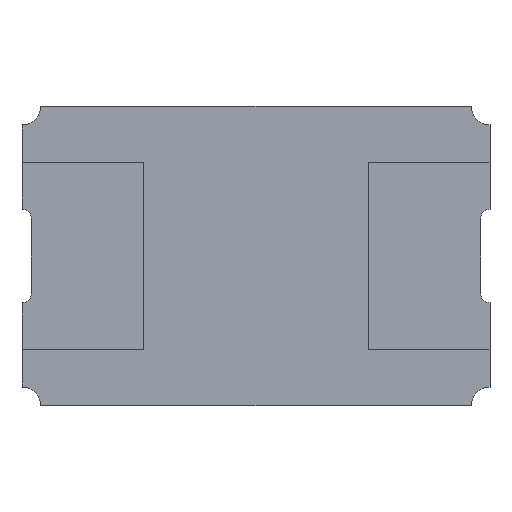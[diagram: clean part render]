
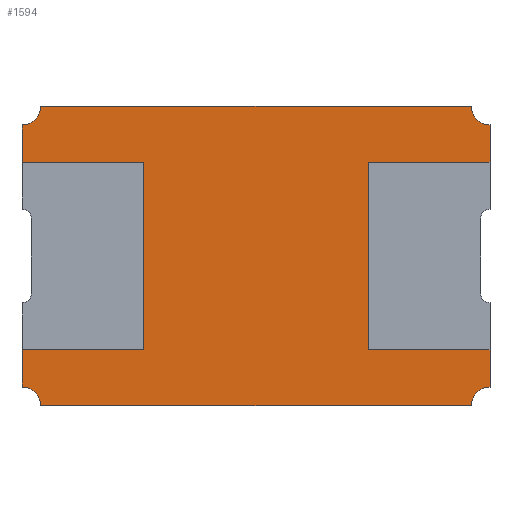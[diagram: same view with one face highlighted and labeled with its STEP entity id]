
A CAD part, front view. The second image highlights one B-rep face of the part: STEP entity #1594.
In plain terms, the highlighted planar face has unit normal (0, -1, 0).
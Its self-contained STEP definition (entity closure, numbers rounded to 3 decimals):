
#2 = EDGE_CURVE ( 'NONE', #673, #45, #762, .T. ) ;
#36 = EDGE_CURVE ( 'NONE', #1838, #1941, #331, .T. ) ;
#45 = VERTEX_POINT ( 'NONE', #2289 ) ;
#63 = DIRECTION ( 'NONE',  ( 0., 0., 1. ) ) ;
#69 = VECTOR ( 'NONE', #1225, 1000. ) ;
#78 = VERTEX_POINT ( 'NONE', #512 ) ;
#96 = CARTESIAN_POINT ( 'NONE',  ( 2.3, 0., -1.6 ) ) ;
#173 = EDGE_CURVE ( 'NONE', #78, #865, #2207, .T. ) ;
#194 = DIRECTION ( 'NONE',  ( 0., 1., 0. ) ) ;
#195 = LINE ( 'NONE', #1554, #1361 ) ;
#202 = CARTESIAN_POINT ( 'NONE',  ( -2.5, 0., 1.6 ) ) ;
#211 = DIRECTION ( 'NONE',  ( -1., 0., 0. ) ) ;
#218 = CARTESIAN_POINT ( 'NONE',  ( -2.5, 0., -1. ) ) ;
#259 = VERTEX_POINT ( 'NONE', #2111 ) ;
#290 = ORIENTED_EDGE ( 'NONE', *, *, #2405, .F. ) ;
#292 = EDGE_CURVE ( 'NONE', #1804, #1106, #666, .T. ) ;
#304 = EDGE_CURVE ( 'NONE', #45, #1490, #1266, .T. ) ;
#309 = ORIENTED_EDGE ( 'NONE', *, *, #1539, .F. ) ;
#331 = CIRCLE ( 'NONE', #2038, 0.2 ) ;
#333 = CARTESIAN_POINT ( 'NONE',  ( 2.5, 0., -1.6 ) ) ;
#354 = CARTESIAN_POINT ( 'NONE',  ( 2.5, 0., 1.4 ) ) ;
#360 = VECTOR ( 'NONE', #2068, 1000. ) ;
#391 = ORIENTED_EDGE ( 'NONE', *, *, #927, .F. ) ;
#396 = PLANE ( 'NONE',  #1193 ) ;
#398 = CARTESIAN_POINT ( 'NONE',  ( 2.5, 0., 1. ) ) ;
#407 = DIRECTION ( 'NONE',  ( 0., 0., 1. ) ) ;
#412 = CARTESIAN_POINT ( 'NONE',  ( 0., 0., 0. ) ) ;
#431 = DIRECTION ( 'NONE',  ( 0., 1., 0. ) ) ;
#436 = ORIENTED_EDGE ( 'NONE', *, *, #610, .F. ) ;
#465 = CARTESIAN_POINT ( 'NONE',  ( 1.2, 0., 1. ) ) ;
#472 = CARTESIAN_POINT ( 'NONE',  ( -1.2, 0., 1. ) ) ;
#479 = AXIS2_PLACEMENT_3D ( 'NONE', #2265, #2254, #1108 ) ;
#502 = ORIENTED_EDGE ( 'NONE', *, *, #304, .F. ) ;
#504 = EDGE_CURVE ( 'NONE', #259, #1869, #1419, .T. ) ;
#508 = CARTESIAN_POINT ( 'NONE',  ( 2.5, 0., 1.6 ) ) ;
#512 = CARTESIAN_POINT ( 'NONE',  ( -2.3, 0., 1.6 ) ) ;
#602 = LINE ( 'NONE', #2462, #360 ) ;
#610 = EDGE_CURVE ( 'NONE', #774, #1776, #602, .T. ) ;
#625 = EDGE_CURVE ( 'NONE', #1106, #2483, #1843, .T. ) ;
#666 = LINE ( 'NONE', #465, #813 ) ;
#673 = VERTEX_POINT ( 'NONE', #2332 ) ;
#675 = ORIENTED_EDGE ( 'NONE', *, *, #1245, .T. ) ;
#688 = LINE ( 'NONE', #202, #1745 ) ;
#695 = DIRECTION ( 'NONE',  ( 0., 0., -1. ) ) ;
#704 = VECTOR ( 'NONE', #2117, 1000. ) ;
#717 = AXIS2_PLACEMENT_3D ( 'NONE', #1586, #431, #63 ) ;
#754 = CARTESIAN_POINT ( 'NONE',  ( -1.2, 0., -1. ) ) ;
#762 = LINE ( 'NONE', #754, #848 ) ;
#767 = CARTESIAN_POINT ( 'NONE',  ( -1.2, 0., -1. ) ) ;
#774 = VERTEX_POINT ( 'NONE', #1987 ) ;
#813 = VECTOR ( 'NONE', #2198, 1000. ) ;
#846 = CIRCLE ( 'NONE', #1309, 0.2 ) ;
#848 = VECTOR ( 'NONE', #2279, 1000. ) ;
#865 = VERTEX_POINT ( 'NONE', #1973 ) ;
#892 = VECTOR ( 'NONE', #211, 1000. ) ;
#912 = FACE_OUTER_BOUND ( 'NONE', #985, .T. ) ;
#914 = VECTOR ( 'NONE', #1251, 1000. ) ;
#927 = EDGE_CURVE ( 'NONE', #1838, #1804, #1945, .T. ) ;
#967 = CARTESIAN_POINT ( 'NONE',  ( 2.5, 0., -1.6 ) ) ;
#970 = CARTESIAN_POINT ( 'NONE',  ( -2.5, 0., 1. ) ) ;
#983 = DIRECTION ( 'NONE',  ( 0., 0., 1. ) ) ;
#985 = EDGE_LOOP ( 'NONE', ( #290, #502, #1502, #309, #436, #675, #2424, #1164, #2097, #2189, #1469, #2388, #391, #1800, #1053, #2357 ) ) ;
#990 = CARTESIAN_POINT ( 'NONE',  ( 1.2, 0., -1. ) ) ;
#1053 = ORIENTED_EDGE ( 'NONE', *, *, #1346, .F. ) ;
#1106 = VERTEX_POINT ( 'NONE', #2470 ) ;
#1108 = DIRECTION ( 'NONE',  ( 0., 0., 1. ) ) ;
#1132 = CARTESIAN_POINT ( 'NONE',  ( 1.2, 0., -1. ) ) ;
#1150 = CARTESIAN_POINT ( 'NONE',  ( 2.5, 0., 1.6 ) ) ;
#1152 = CARTESIAN_POINT ( 'NONE',  ( -2.3, 0., -1.6 ) ) ;
#1164 = ORIENTED_EDGE ( 'NONE', *, *, #1896, .T. ) ;
#1193 = AXIS2_PLACEMENT_3D ( 'NONE', #412, #1778, #407 ) ;
#1225 = DIRECTION ( 'NONE',  ( -1., 0., 0. ) ) ;
#1245 = EDGE_CURVE ( 'NONE', #774, #1494, #1765, .T. ) ;
#1251 = DIRECTION ( 'NONE',  ( 1., 0., 0. ) ) ;
#1266 = LINE ( 'NONE', #472, #69 ) ;
#1309 = AXIS2_PLACEMENT_3D ( 'NONE', #333, #2131, #1918 ) ;
#1325 = VECTOR ( 'NONE', #2473, 1000. ) ;
#1346 = EDGE_CURVE ( 'NONE', #78, #1941, #1427, .T. ) ;
#1361 = VECTOR ( 'NONE', #1951, 1000. ) ;
#1367 = VERTEX_POINT ( 'NONE', #96 ) ;
#1419 = LINE ( 'NONE', #508, #2440 ) ;
#1427 = LINE ( 'NONE', #1652, #914 ) ;
#1430 = VECTOR ( 'NONE', #1626, 1000. ) ;
#1469 = ORIENTED_EDGE ( 'NONE', *, *, #625, .F. ) ;
#1490 = VERTEX_POINT ( 'NONE', #970 ) ;
#1494 = VERTEX_POINT ( 'NONE', #1152 ) ;
#1502 = ORIENTED_EDGE ( 'NONE', *, *, #2, .F. ) ;
#1539 = EDGE_CURVE ( 'NONE', #1776, #673, #1633, .T. ) ;
#1546 = CARTESIAN_POINT ( 'NONE',  ( 2.3, 0., 1.6 ) ) ;
#1554 = CARTESIAN_POINT ( 'NONE',  ( 1.2, 0., -1. ) ) ;
#1586 = CARTESIAN_POINT ( 'NONE',  ( -2.5, 0., -1.6 ) ) ;
#1594 = ADVANCED_FACE ( 'NONE', ( #912 ), #396, .F. ) ;
#1626 = DIRECTION ( 'NONE',  ( 0., 0., -1. ) ) ;
#1633 = LINE ( 'NONE', #767, #704 ) ;
#1651 = CARTESIAN_POINT ( 'NONE',  ( 2.5, 0., 1.6 ) ) ;
#1652 = CARTESIAN_POINT ( 'NONE',  ( 2.5, 0., 1.6 ) ) ;
#1745 = VECTOR ( 'NONE', #983, 1000. ) ;
#1765 = CIRCLE ( 'NONE', #717, 0.2 ) ;
#1776 = VERTEX_POINT ( 'NONE', #218 ) ;
#1778 = DIRECTION ( 'NONE',  ( 0., 1., 0. ) ) ;
#1800 = ORIENTED_EDGE ( 'NONE', *, *, #36, .T. ) ;
#1804 = VERTEX_POINT ( 'NONE', #398 ) ;
#1838 = VERTEX_POINT ( 'NONE', #354 ) ;
#1843 = LINE ( 'NONE', #1132, #1325 ) ;
#1869 = VERTEX_POINT ( 'NONE', #2084 ) ;
#1896 = EDGE_CURVE ( 'NONE', #1367, #1869, #846, .T. ) ;
#1905 = EDGE_CURVE ( 'NONE', #2483, #259, #195, .T. ) ;
#1918 = DIRECTION ( 'NONE',  ( 0., 0., 1. ) ) ;
#1941 = VERTEX_POINT ( 'NONE', #1546 ) ;
#1945 = LINE ( 'NONE', #1651, #1430 ) ;
#1951 = DIRECTION ( 'NONE',  ( 1., 0., 0. ) ) ;
#1973 = CARTESIAN_POINT ( 'NONE',  ( -2.5, 0., 1.4 ) ) ;
#1987 = CARTESIAN_POINT ( 'NONE',  ( -2.5, 0., -1.4 ) ) ;
#2038 = AXIS2_PLACEMENT_3D ( 'NONE', #1150, #194, #2308 ) ;
#2068 = DIRECTION ( 'NONE',  ( 0., 0., 1. ) ) ;
#2084 = CARTESIAN_POINT ( 'NONE',  ( 2.5, 0., -1.4 ) ) ;
#2097 = ORIENTED_EDGE ( 'NONE', *, *, #504, .F. ) ;
#2111 = CARTESIAN_POINT ( 'NONE',  ( 2.5, 0., -1. ) ) ;
#2117 = DIRECTION ( 'NONE',  ( 1., 0., 0. ) ) ;
#2131 = DIRECTION ( 'NONE',  ( 0., 1., 0. ) ) ;
#2189 = ORIENTED_EDGE ( 'NONE', *, *, #1905, .F. ) ;
#2198 = DIRECTION ( 'NONE',  ( -1., 0., 0. ) ) ;
#2207 = CIRCLE ( 'NONE', #479, 0.2 ) ;
#2254 = DIRECTION ( 'NONE',  ( 0., 1., 0. ) ) ;
#2265 = CARTESIAN_POINT ( 'NONE',  ( -2.5, 0., 1.6 ) ) ;
#2279 = DIRECTION ( 'NONE',  ( 0., 0., 1. ) ) ;
#2289 = CARTESIAN_POINT ( 'NONE',  ( -1.2, 0., 1. ) ) ;
#2308 = DIRECTION ( 'NONE',  ( 0., 0., 1. ) ) ;
#2332 = CARTESIAN_POINT ( 'NONE',  ( -1.2, 0., -1. ) ) ;
#2357 = ORIENTED_EDGE ( 'NONE', *, *, #173, .T. ) ;
#2388 = ORIENTED_EDGE ( 'NONE', *, *, #292, .F. ) ;
#2405 = EDGE_CURVE ( 'NONE', #1490, #865, #688, .T. ) ;
#2424 = ORIENTED_EDGE ( 'NONE', *, *, #2446, .F. ) ;
#2440 = VECTOR ( 'NONE', #695, 1000. ) ;
#2446 = EDGE_CURVE ( 'NONE', #1367, #1494, #2455, .T. ) ;
#2455 = LINE ( 'NONE', #967, #892 ) ;
#2462 = CARTESIAN_POINT ( 'NONE',  ( -2.5, 0., 1.6 ) ) ;
#2470 = CARTESIAN_POINT ( 'NONE',  ( 1.2, 0., 1. ) ) ;
#2473 = DIRECTION ( 'NONE',  ( 0., 0., -1. ) ) ;
#2483 = VERTEX_POINT ( 'NONE', #990 ) ;
